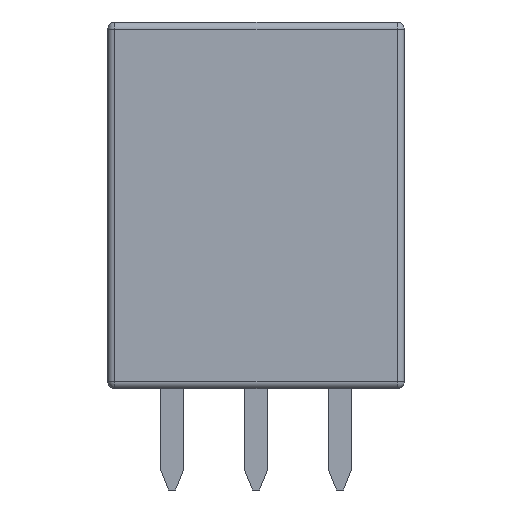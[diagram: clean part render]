
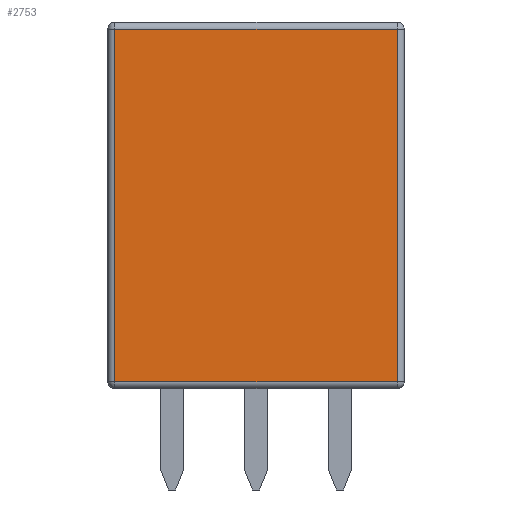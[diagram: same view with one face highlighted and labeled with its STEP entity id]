
A CAD part, left-side view. The second image highlights one B-rep face of the part: STEP entity #2753.
In plain terms, the highlighted planar face has unit normal (-1, 0, 0).
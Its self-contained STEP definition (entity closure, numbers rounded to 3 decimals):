
#136=PLANE('',#2948);
#266=FACE_OUTER_BOUND('',#426,.T.);
#426=EDGE_LOOP('',(#1917,#1918,#1919,#1920));
#578=LINE('',#3819,#852);
#581=LINE('',#3830,#855);
#583=LINE('',#3840,#857);
#584=LINE('',#3846,#858);
#852=VECTOR('',#3133,10.);
#855=VECTOR('',#3144,10.);
#857=VECTOR('',#3156,10.);
#858=VECTOR('',#3165,10.);
#1174=VERTEX_POINT('',#3816);
#1175=VERTEX_POINT('',#3818);
#1177=VERTEX_POINT('',#3824);
#1180=VERTEX_POINT('',#3834);
#1452=EDGE_CURVE('',#1174,#1175,#578,.T.);
#1458=EDGE_CURVE('',#1175,#1177,#581,.T.);
#1463=EDGE_CURVE('',#1177,#1180,#583,.T.);
#1466=EDGE_CURVE('',#1180,#1174,#584,.T.);
#1917=ORIENTED_EDGE('',*,*,#1452,.F.);
#1918=ORIENTED_EDGE('',*,*,#1466,.F.);
#1919=ORIENTED_EDGE('',*,*,#1463,.F.);
#1920=ORIENTED_EDGE('',*,*,#1458,.F.);
#2753=ADVANCED_FACE('',(#266),#136,.T.);
#2948=AXIS2_PLACEMENT_3D('',#3880,#3200,#3201);
#3133=DIRECTION('',(0.,1.,0.));
#3144=DIRECTION('',(0.,0.,1.));
#3156=DIRECTION('',(0.,-1.,0.));
#3165=DIRECTION('',(0.,0.,-1.));
#3200=DIRECTION('center_axis',(-1.,0.,0.));
#3201=DIRECTION('ref_axis',(0.,0.,1.));
#3816=CARTESIAN_POINT('',(-24.939,0.235,4.397));
#3818=CARTESIAN_POINT('',(-24.939,9.305,4.397));
#3819=CARTESIAN_POINT('',(-24.939,2.385,4.397));
#3824=CARTESIAN_POINT('',(-24.939,9.305,15.727));
#3830=CARTESIAN_POINT('',(-24.939,9.305,7.3));
#3834=CARTESIAN_POINT('',(-24.939,0.235,15.727));
#3840=CARTESIAN_POINT('',(-24.939,0.,15.727));
#3846=CARTESIAN_POINT('',(-24.939,0.235,7.3));
#3880=CARTESIAN_POINT('Origin',(-24.939,0.,4.412));
